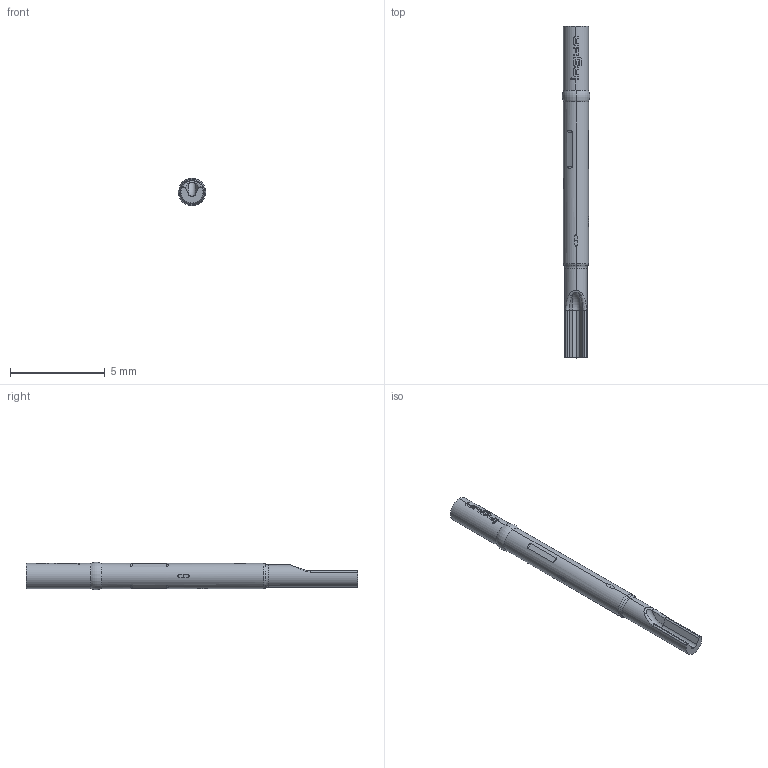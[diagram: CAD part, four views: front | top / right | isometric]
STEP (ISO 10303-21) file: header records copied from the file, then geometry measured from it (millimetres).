
FILE_DESCRIPTION (( 'STEP AP203' ), '1' );
FILE_NAME ('INGUN_KS-001_30_G.STEP', '2022-02-09T05:13:01', ( 'ochi' ), ( '' ), 'SwSTEP 2.0', 'SolidWorks 2018', '' );
FILE_SCHEMA (( 'CONFIG_CONTROL_DESIGN' ));
Length unit declared in the file: millimetre
Products named in the file (1): INGUN_KS-001_30_G
Bounding box: 1.43 x 17.5 x 1.44 mm (x, y, z)
Volume: 21 mm3; surface area: 73.7 mm2
Topology: 1 solids, 1 shells, 114 faces, 304 edges, 198 vertices
Faces by surface type: cylinder 43, bspline 31, plane 31, torus 7, cone 2
Entity records: 5165 total; most frequent: CARTESIAN_POINT 2739, ORIENTED_EDGE 608, EDGE_CURVE 304, DIRECTION 293, B_SPLINE_CURVE_WITH_KNOTS 215, VERTEX_POINT 198, EDGE_LOOP 120, AXIS2_PLACEMENT_3D 120
